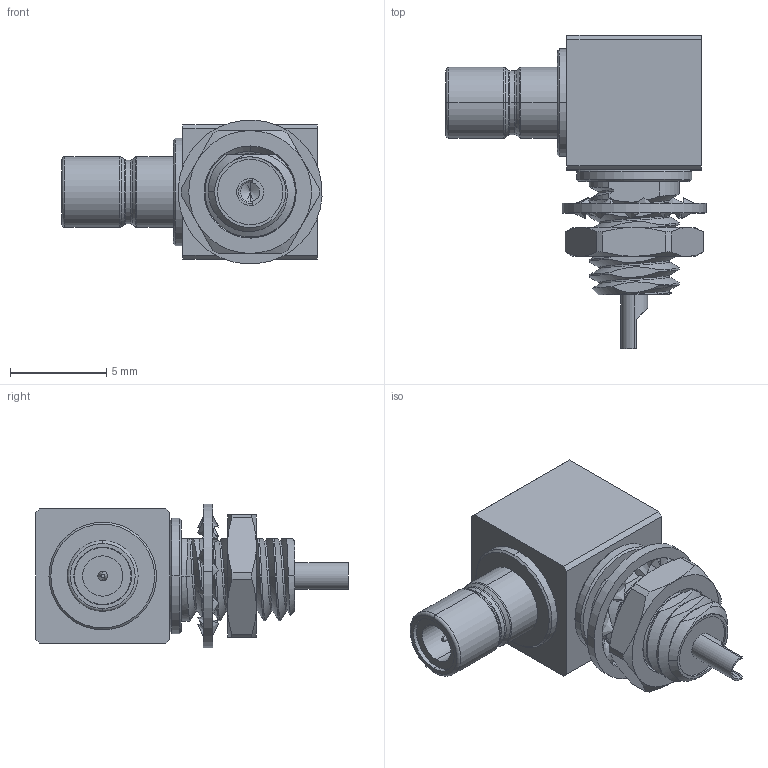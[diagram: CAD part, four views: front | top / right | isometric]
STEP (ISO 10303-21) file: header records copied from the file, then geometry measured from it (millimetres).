
FILE_DESCRIPTION (( 'STEP AP203' ), '1' );
FILE_NAME ('SMB-LR-50-4.STEP', '2025-03-12T00:37:14', ( '' ), ( '' ), 'SwSTEP 2.0', 'SolidWorks 2022', '' );
FILE_SCHEMA (( 'CONFIG_CONTROL_DESIGN' ));
Length unit declared in the file: millimetre
Products named in the file (1): SMB-LR-50-4
Bounding box: 13.54 x 16.3 x 7.48 mm (x, y, z)
Volume: 538 mm3; surface area: 748.5 mm2
Topology: 2 solids, 4 shells, 235 faces, 610 edges, 389 vertices
Faces by surface type: cylinder 103, bspline 43, plane 40, cone 39, torus 10
Entity records: 8808 total; most frequent: CARTESIAN_POINT 3575, ORIENTED_EDGE 1216, DIRECTION 898, EDGE_CURVE 608, VERTEX_POINT 389, AXIS2_PLACEMENT_3D 360, EDGE_LOOP 249, FACE_OUTER_BOUND 235
